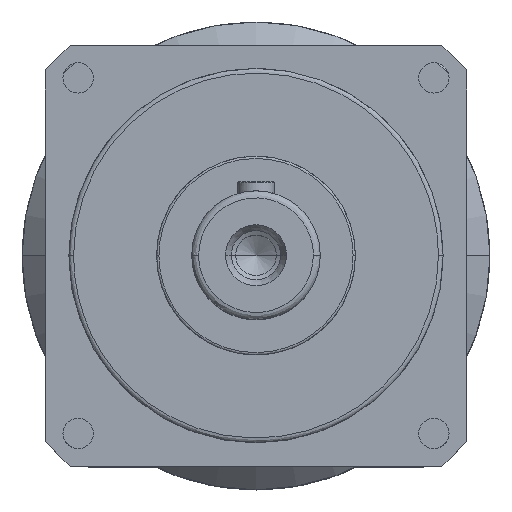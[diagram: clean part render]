
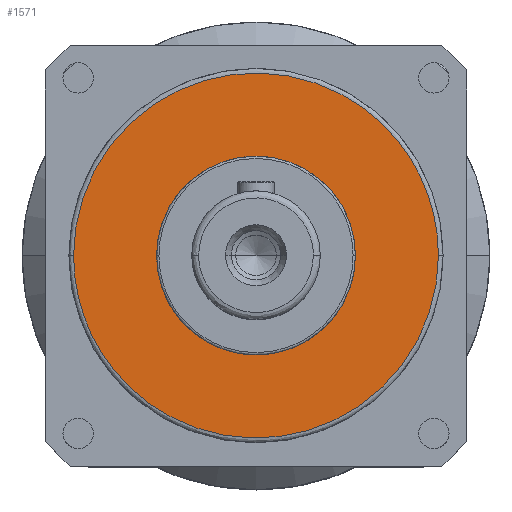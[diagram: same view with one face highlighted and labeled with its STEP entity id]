
A CAD part, top view. The second image highlights one B-rep face of the part: STEP entity #1571.
In plain terms, the highlighted face is planar.
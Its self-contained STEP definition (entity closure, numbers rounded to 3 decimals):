
#679 = VERTEX_POINT ( 'NONE', #30412 ) ;
#1556 = DIRECTION ( 'NONE',  ( 1., 0., 0. ) ) ;
#1571 = ADVANCED_FACE ( 'NONE', ( #24314, #32222 ), #37141, .F. ) ;
#2122 = CIRCLE ( 'NONE', #23399, 42.5 ) ;
#6766 = CIRCLE ( 'NONE', #22549, 42.5 ) ;
#7146 = VERTEX_POINT ( 'NONE', #36425 ) ;
#7584 = CARTESIAN_POINT ( 'NONE',  ( 78., 0., 85. ) ) ;
#8364 = EDGE_CURVE ( 'NONE', #679, #27801, #2122, .T. ) ;
#8960 = CARTESIAN_POINT ( 'NONE',  ( 78., -156., 85. ) ) ;
#10630 = CARTESIAN_POINT ( 'NONE',  ( 78., 156., 85. ) ) ;
#10641 = EDGE_CURVE ( 'NONE', #7146, #17406, #24113, .T. ) ;
#12996 = AXIS2_PLACEMENT_3D ( 'NONE', #35777, #35733, #35701 ) ;
#13691 = CARTESIAN_POINT ( 'NONE',  ( -78., 0., 85. ) ) ;
#14529 = EDGE_LOOP ( 'NONE', ( #24455, #38280 ) ) ;
#17406 = VERTEX_POINT ( 'NONE', #31804 ) ;
#17764 = CARTESIAN_POINT ( 'NONE',  ( 0., 0., 85. ) ) ;
#19756 = DIRECTION ( 'NONE',  ( 0., 0., -1. ) ) ;
#20762 = DIRECTION ( 'NONE',  ( 1., 0., 0. ) ) ;
#20962 = CARTESIAN_POINT ( 'NONE',  ( -78., 0., 85. ) ) ;
#22549 = AXIS2_PLACEMENT_3D ( 'NONE', #17764, #38575, #20762 ) ;
#22602 =( BOUNDED_CURVE ( )  B_SPLINE_CURVE ( 3, ( #7584, #10630, #31598, #13691 ),
 .UNSPECIFIED., .F., .F. ) 
 B_SPLINE_CURVE_WITH_KNOTS ( ( 4, 4 ),
 ( 0., 0.5 ),
 .UNSPECIFIED. ) 
 CURVE ( )  GEOMETRIC_REPRESENTATION_ITEM ( )  RATIONAL_B_SPLINE_CURVE ( ( 1., 0.333, 0.333, 1. ) ) 
 REPRESENTATION_ITEM ( '' )  );
#22795 = EDGE_CURVE ( 'NONE', #17406, #7146, #22602, .T. ) ;
#23399 = AXIS2_PLACEMENT_3D ( 'NONE', #37555, #19756, #1556 ) ;
#23973 = CARTESIAN_POINT ( 'NONE',  ( -78., -156., 85. ) ) ;
#24113 =( BOUNDED_CURVE ( )  B_SPLINE_CURVE ( 3, ( #20962, #23973, #8960, #29989 ),
 .UNSPECIFIED., .F., .F. ) 
 B_SPLINE_CURVE_WITH_KNOTS ( ( 4, 4 ),
 ( 0.5, 1. ),
 .UNSPECIFIED. ) 
 CURVE ( )  GEOMETRIC_REPRESENTATION_ITEM ( )  RATIONAL_B_SPLINE_CURVE ( ( 1., 0.333, 0.333, 1. ) ) 
 REPRESENTATION_ITEM ( '' )  );
#24225 = EDGE_CURVE ( 'NONE', #27801, #679, #6766, .T. ) ;
#24314 = FACE_OUTER_BOUND ( 'NONE', #14529, .T. ) ;
#24455 = ORIENTED_EDGE ( 'NONE', *, *, #10641, .F. ) ;
#26972 = ORIENTED_EDGE ( 'NONE', *, *, #8364, .F. ) ;
#26980 = EDGE_LOOP ( 'NONE', ( #26972, #34799 ) ) ;
#27801 = VERTEX_POINT ( 'NONE', #33129 ) ;
#29989 = CARTESIAN_POINT ( 'NONE',  ( 78., 0., 85. ) ) ;
#30412 = CARTESIAN_POINT ( 'NONE',  ( 42.5, 0., 85. ) ) ;
#31598 = CARTESIAN_POINT ( 'NONE',  ( -78., 156., 85. ) ) ;
#31804 = CARTESIAN_POINT ( 'NONE',  ( 78., 0., 85. ) ) ;
#32222 = FACE_BOUND ( 'NONE', #26980, .T. ) ;
#33129 = CARTESIAN_POINT ( 'NONE',  ( -42.5, 0., 85. ) ) ;
#34799 = ORIENTED_EDGE ( 'NONE', *, *, #24225, .F. ) ;
#35701 = DIRECTION ( 'NONE',  ( 1., 0., 0. ) ) ;
#35733 = DIRECTION ( 'NONE',  ( 0., 0., 1. ) ) ;
#35777 = CARTESIAN_POINT ( 'NONE',  ( 0., 0., 85. ) ) ;
#36425 = CARTESIAN_POINT ( 'NONE',  ( -78., 0., 85. ) ) ;
#37141 = PLANE ( 'NONE',  #12996 ) ;
#37555 = CARTESIAN_POINT ( 'NONE',  ( 0., 0., 85. ) ) ;
#38280 = ORIENTED_EDGE ( 'NONE', *, *, #22795, .F. ) ;
#38575 = DIRECTION ( 'NONE',  ( 0., 0., -1. ) ) ;
